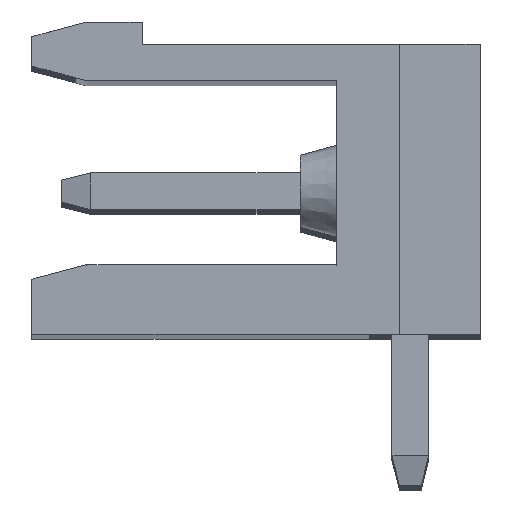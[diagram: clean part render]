
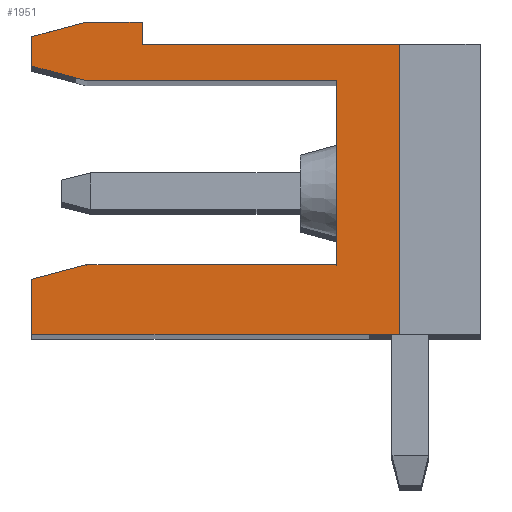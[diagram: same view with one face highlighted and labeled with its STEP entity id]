
A CAD part, top view. The second image highlights one B-rep face of the part: STEP entity #1951.
In plain terms, the highlighted planar face has unit normal (0, 0, 1).
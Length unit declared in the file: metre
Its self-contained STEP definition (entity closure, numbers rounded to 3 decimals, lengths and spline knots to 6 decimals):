
#1951=ADVANCED_FACE('',(#4226),#4227,.F.);
#4226=FACE_OUTER_BOUND('',#6834,.T.);
#4227=PLANE('',#6835);
#6834=EDGE_LOOP('',(#12484,#12485,#12486,#12487,#12488,#12489,#12490,#12491,#12492,#12493,#12494,#12495,#12496));
#6835=AXIS2_PLACEMENT_3D('',#12497,#12498,#12499);
#12484=ORIENTED_EDGE('',*,*,#17369,.T.);
#12485=ORIENTED_EDGE('',*,*,#17371,.T.);
#12486=ORIENTED_EDGE('',*,*,#17372,.T.);
#12487=ORIENTED_EDGE('',*,*,#17373,.T.);
#12488=ORIENTED_EDGE('',*,*,#17374,.T.);
#12489=ORIENTED_EDGE('',*,*,#17375,.T.);
#12490=ORIENTED_EDGE('',*,*,#17376,.T.);
#12491=ORIENTED_EDGE('',*,*,#17377,.F.);
#12492=ORIENTED_EDGE('',*,*,#17378,.F.);
#12493=ORIENTED_EDGE('',*,*,#17379,.F.);
#12494=ORIENTED_EDGE('',*,*,#17380,.F.);
#12495=ORIENTED_EDGE('',*,*,#17381,.F.);
#12496=ORIENTED_EDGE('',*,*,#17382,.T.);
#12497=CARTESIAN_POINT('',(-0.0037,0.0069,0.93324));
#12498=DIRECTION('',(0.0,0.0,-1.0));
#12499=DIRECTION('',(0.0,-1.0,0.0));
#17369=EDGE_CURVE('',#21247,#21322,#21324,.T.);
#17371=EDGE_CURVE('',#21322,#21326,#21327,.T.);
#17372=EDGE_CURVE('',#21326,#21328,#21329,.T.);
#17373=EDGE_CURVE('',#21328,#21330,#21331,.T.);
#17374=EDGE_CURVE('',#21330,#21332,#21333,.T.);
#17375=EDGE_CURVE('',#21332,#21334,#21335,.T.);
#17376=EDGE_CURVE('',#21334,#21336,#21337,.T.);
#17377=EDGE_CURVE('',#21338,#21336,#21339,.T.);
#17378=EDGE_CURVE('',#21340,#21338,#21341,.T.);
#17379=EDGE_CURVE('',#21342,#21340,#21343,.T.);
#17380=EDGE_CURVE('',#21344,#21342,#21345,.T.);
#17381=EDGE_CURVE('',#21346,#21344,#21347,.T.);
#17382=EDGE_CURVE('',#21346,#21247,#21348,.T.);
#21247=VERTEX_POINT('',#26967);
#21322=VERTEX_POINT('',#27084);
#21324=LINE('',#27087,#27088);
#21326=VERTEX_POINT('',#27090);
#21327=LINE('',#27091,#27092);
#21328=VERTEX_POINT('',#27093);
#21329=LINE('',#27094,#27095);
#21330=VERTEX_POINT('',#27096);
#21331=LINE('',#27097,#27098);
#21332=VERTEX_POINT('',#27099);
#21333=LINE('',#27100,#27101);
#21334=VERTEX_POINT('',#27102);
#21335=LINE('',#27103,#27104);
#21336=VERTEX_POINT('',#27105);
#21337=LINE('',#27106,#27107);
#21338=VERTEX_POINT('',#27108);
#21339=LINE('',#27109,#27110);
#21340=VERTEX_POINT('',#27111);
#21341=LINE('',#27112,#27113);
#21342=VERTEX_POINT('',#27114);
#21343=LINE('',#27115,#27116);
#21344=VERTEX_POINT('',#27117);
#21345=LINE('',#27118,#27119);
#21346=VERTEX_POINT('',#27120);
#21347=LINE('',#27121,#27122);
#21348=LINE('',#27123,#27124);
#26967=CARTESIAN_POINT('',(-0.012,0.,0.93324));
#27084=CARTESIAN_POINT('',(-0.002,0.,0.93324));
#27087=CARTESIAN_POINT('',(-0.012,0.,0.93324));
#27088=VECTOR('',#30369,1.0);
#27090=CARTESIAN_POINT('',(-0.002,0.0079,0.93324));
#27091=CARTESIAN_POINT('',(-0.002,0.0079,0.93324));
#27092=VECTOR('',#30370,1.0);
#27093=CARTESIAN_POINT('',(-0.009,0.0079,0.93324));
#27094=CARTESIAN_POINT('',(-0.0022,0.0079,0.93324));
#27095=VECTOR('',#30371,1.0);
#27096=CARTESIAN_POINT('',(-0.009,0.0085,0.93324));
#27097=CARTESIAN_POINT('',(-0.009,0.0081,0.93324));
#27098=VECTOR('',#30372,1.0);
#27099=CARTESIAN_POINT('',(-0.010507,0.0085,0.93324));
#27100=CARTESIAN_POINT('',(-0.009,0.0085,0.93324));
#27101=VECTOR('',#30373,1.0);
#27102=CARTESIAN_POINT('',(-0.012,0.0081,0.93324));
#27103=CARTESIAN_POINT('',(-0.010507,0.0085,0.93324));
#27104=VECTOR('',#30374,1.0);
#27105=CARTESIAN_POINT('',(-0.012,0.0073,0.93324));
#27106=CARTESIAN_POINT('',(-0.012,0.0082,0.93324));
#27107=VECTOR('',#30375,1.0);
#27108=CARTESIAN_POINT('',(-0.010507,0.0069,0.93324));
#27109=CARTESIAN_POINT('',(-0.012,0.0073,0.93324));
#27110=VECTOR('',#30376,1.0);
#27111=CARTESIAN_POINT('',(-0.0037,0.0069,0.93324));
#27112=CARTESIAN_POINT('',(-0.010507,0.0069,0.93324));
#27113=VECTOR('',#30377,1.0);
#27114=CARTESIAN_POINT('',(-0.0037,0.0019,0.93324));
#27115=CARTESIAN_POINT('',(-0.0037,0.0069,0.93324));
#27116=VECTOR('',#30378,1.0);
#27117=CARTESIAN_POINT('',(-0.0105,0.0019,0.93324));
#27118=CARTESIAN_POINT('',(-0.0037,0.0019,0.93324));
#27119=VECTOR('',#30379,1.0);
#27120=CARTESIAN_POINT('',(-0.012,0.001498,0.93324));
#27121=CARTESIAN_POINT('',(-0.0105,0.0019,0.93324));
#27122=VECTOR('',#30380,1.0);
#27123=CARTESIAN_POINT('',(-0.012,0.0082,0.93324));
#27124=VECTOR('',#30381,1.0);
#30369=DIRECTION('',(1.0,0.0,0.0));
#30370=DIRECTION('',(0.0,1.0,0.0));
#30371=DIRECTION('',(-1.0,0.0,0.0));
#30372=DIRECTION('',(0.,1.0,0.0));
#30373=DIRECTION('',(-1.0,0.0,0.0));
#30374=DIRECTION('',(-0.966,-0.259,0.0));
#30375=DIRECTION('',(0.0,-1.0,0.0));
#30376=DIRECTION('',(-0.966,0.259,0.0));
#30377=DIRECTION('',(-1.0,0.0,0.0));
#30378=DIRECTION('',(0.,1.0,0.0));
#30379=DIRECTION('',(1.0,0.0,0.0));
#30380=DIRECTION('',(0.966,0.259,0.0));
#30381=DIRECTION('',(0.0,-1.0,0.0));
